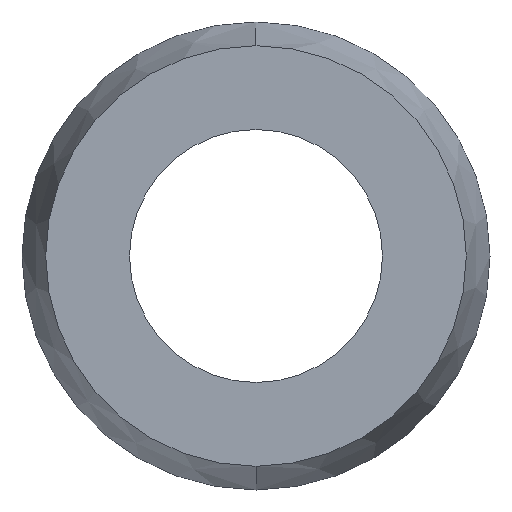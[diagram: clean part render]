
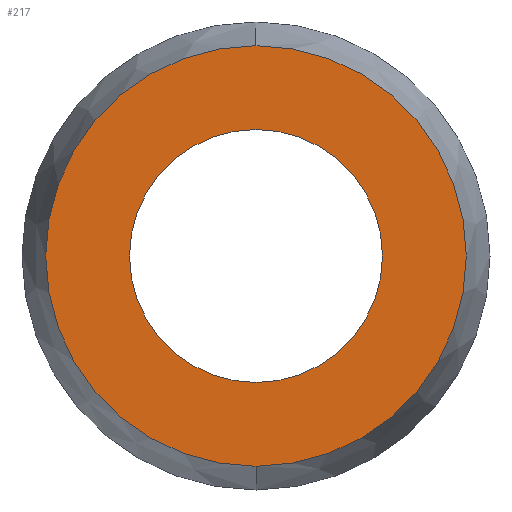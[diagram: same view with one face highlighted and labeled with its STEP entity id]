
A CAD part, left-side view. The second image highlights one B-rep face of the part: STEP entity #217.
In plain terms, the highlighted planar face has unit normal (-1, 0, 0).
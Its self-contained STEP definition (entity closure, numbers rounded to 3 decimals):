
#9 = CARTESIAN_POINT ( 'NONE',  ( 0., 0., 0. ) ) ;
#34 = VERTEX_POINT ( 'NONE', #260 ) ;
#44 = DIRECTION ( 'NONE',  ( 0., 0., 1. ) ) ;
#55 = AXIS2_PLACEMENT_3D ( 'NONE', #9, #414, #211 ) ;
#61 = CARTESIAN_POINT ( 'NONE',  ( 0., 0., 0. ) ) ;
#64 = EDGE_LOOP ( 'NONE', ( #98, #182 ) ) ;
#72 = ORIENTED_EDGE ( 'NONE', *, *, #246, .F. ) ;
#84 = EDGE_CURVE ( 'NONE', #332, #409, #170, .T. ) ;
#85 = CIRCLE ( 'NONE', #55, 16.624 ) ;
#86 = FACE_OUTER_BOUND ( 'NONE', #64, .T. ) ;
#98 = ORIENTED_EDGE ( 'NONE', *, *, #422, .T. ) ;
#100 = ORIENTED_EDGE ( 'NONE', *, *, #84, .F. ) ;
#139 = CARTESIAN_POINT ( 'NONE',  ( 0., 0., -10. ) ) ;
#149 = CARTESIAN_POINT ( 'NONE',  ( 0., 16.624, 0. ) ) ;
#157 = CARTESIAN_POINT ( 'NONE',  ( 0., 0., 0. ) ) ;
#170 = CIRCLE ( 'NONE', #223, 10. ) ;
#182 = ORIENTED_EDGE ( 'NONE', *, *, #256, .T. ) ;
#186 = AXIS2_PLACEMENT_3D ( 'NONE', #415, #216, #44 ) ;
#207 = VERTEX_POINT ( 'NONE', #249 ) ;
#211 = DIRECTION ( 'NONE',  ( 0., 0., 1. ) ) ;
#212 = DIRECTION ( 'NONE',  ( 1., 0., 0. ) ) ;
#216 = DIRECTION ( 'NONE',  ( -1., 0., 0. ) ) ;
#217 = ADVANCED_FACE ( 'NONE', ( #314, #86 ), #418, .F. ) ;
#222 = DIRECTION ( 'NONE',  ( -1., 0., 0. ) ) ;
#223 = AXIS2_PLACEMENT_3D ( 'NONE', #61, #328, #358 ) ;
#246 = EDGE_CURVE ( 'NONE', #409, #332, #356, .T. ) ;
#249 = CARTESIAN_POINT ( 'NONE',  ( 0., 0., 16.624 ) ) ;
#253 = DIRECTION ( 'NONE',  ( 0., 0., 1. ) ) ;
#256 = EDGE_CURVE ( 'NONE', #207, #34, #425, .T. ) ;
#260 = CARTESIAN_POINT ( 'NONE',  ( 0., 0., -16.624 ) ) ;
#283 = DIRECTION ( 'NONE',  ( 0., 0., -1. ) ) ;
#299 = EDGE_LOOP ( 'NONE', ( #72, #100 ) ) ;
#314 = FACE_BOUND ( 'NONE', #299, .T. ) ;
#316 = AXIS2_PLACEMENT_3D ( 'NONE', #157, #222, #253 ) ;
#328 = DIRECTION ( 'NONE',  ( -1., 0., 0. ) ) ;
#332 = VERTEX_POINT ( 'NONE', #139 ) ;
#356 = CIRCLE ( 'NONE', #186, 10. ) ;
#358 = DIRECTION ( 'NONE',  ( 0., 0., 1. ) ) ;
#407 = CARTESIAN_POINT ( 'NONE',  ( 0., 0., 10. ) ) ;
#409 = VERTEX_POINT ( 'NONE', #407 ) ;
#414 = DIRECTION ( 'NONE',  ( -1., 0., 0. ) ) ;
#415 = CARTESIAN_POINT ( 'NONE',  ( 0., 0., 0. ) ) ;
#418 = PLANE ( 'NONE',  #420 ) ;
#420 = AXIS2_PLACEMENT_3D ( 'NONE', #149, #212, #283 ) ;
#422 = EDGE_CURVE ( 'NONE', #34, #207, #85, .T. ) ;
#425 = CIRCLE ( 'NONE', #316, 16.624 ) ;
